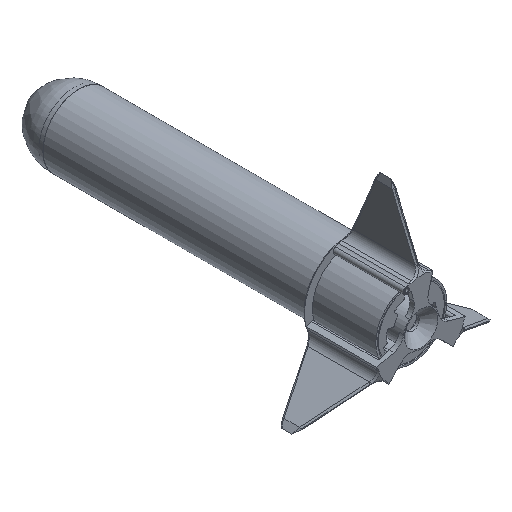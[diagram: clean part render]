
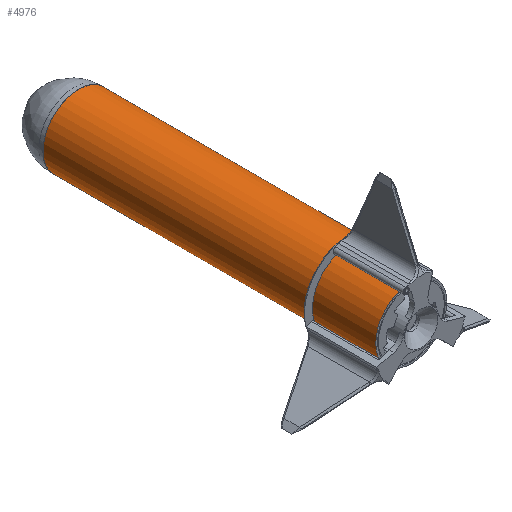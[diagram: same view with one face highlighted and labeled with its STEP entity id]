
A CAD part, isometric view. The second image highlights one B-rep face of the part: STEP entity #4976.
In plain terms, the highlighted cylindrical face has radius 40.1 mm (diameter 80.2 mm), a full revolution.
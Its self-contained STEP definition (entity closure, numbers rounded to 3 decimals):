
#289=LINE('',#7396,#634);
#634=VECTOR('',#5902,40.1);
#979=CYLINDRICAL_SURFACE('',#5313,40.1);
#1122=FACE_OUTER_BOUND('',#1414,.T.);
#1414=EDGE_LOOP('',(#3303,#3304,#3305,#3306));
#1724=CIRCLE('',#5309,40.1);
#1727=CIRCLE('',#5314,40.1);
#1998=VERTEX_POINT('',#7385);
#2001=VERTEX_POINT('',#7394);
#2509=EDGE_CURVE('',#1998,#1998,#1724,.T.);
#2513=EDGE_CURVE('',#2001,#2001,#1727,.T.);
#2514=EDGE_CURVE('',#2001,#1998,#289,.T.);
#3303=ORIENTED_EDGE('',*,*,#2513,.F.);
#3304=ORIENTED_EDGE('',*,*,#2514,.T.);
#3305=ORIENTED_EDGE('',*,*,#2509,.F.);
#3306=ORIENTED_EDGE('',*,*,#2514,.F.);
#4976=ADVANCED_FACE('',(#1122),#979,.T.);
#5309=AXIS2_PLACEMENT_3D('',#7386,#5889,#5890);
#5313=AXIS2_PLACEMENT_3D('',#7393,#5898,#5899);
#5314=AXIS2_PLACEMENT_3D('',#7395,#5900,#5901);
#5889=DIRECTION('center_axis',(0.,-1.,0.));
#5890=DIRECTION('ref_axis',(1.,0.,0.));
#5898=DIRECTION('center_axis',(0.,1.,0.));
#5899=DIRECTION('ref_axis',(1.,0.,0.));
#5900=DIRECTION('center_axis',(0.,1.,0.));
#5901=DIRECTION('ref_axis',(1.,0.,0.));
#5902=DIRECTION('',(0.,-1.,0.));
#7385=CARTESIAN_POINT('',(-40.1,-187.5,0.));
#7386=CARTESIAN_POINT('Origin',(0.,-187.5,0.));
#7393=CARTESIAN_POINT('Origin',(0.,0.,0.));
#7394=CARTESIAN_POINT('',(-40.1,187.5,0.));
#7395=CARTESIAN_POINT('Origin',(0.,187.5,0.));
#7396=CARTESIAN_POINT('',(-40.1,0.,0.));
